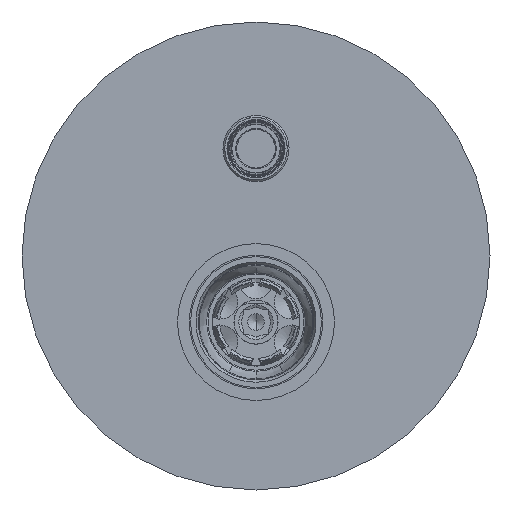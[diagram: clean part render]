
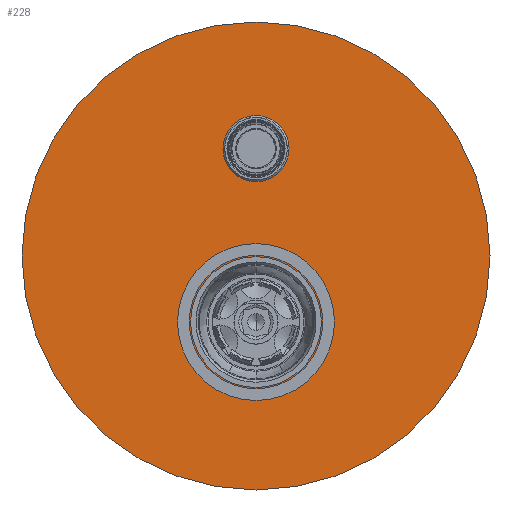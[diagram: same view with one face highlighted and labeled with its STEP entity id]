
A CAD part, front view. The second image highlights one B-rep face of the part: STEP entity #228.
In plain terms, the highlighted face is planar.
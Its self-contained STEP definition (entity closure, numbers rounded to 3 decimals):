
#49=CARTESIAN_POINT('Vertex',(85.,0.,0.)) ;
#54=CARTESIAN_POINT('Axis2P3D Location',(0.,0.,0.)) ;
#58=CARTESIAN_POINT('Vertex',(-85.,0.,0.)) ;
#80=CARTESIAN_POINT('Axis2P3D Location',(0.,0.,0.)) ;
#115=CARTESIAN_POINT('Vertex',(11.5,39.,0.)) ;
#118=CARTESIAN_POINT('Axis2P3D Location',(0.,39.,0.)) ;
#122=CARTESIAN_POINT('Vertex',(-11.5,39.,0.)) ;
#142=CARTESIAN_POINT('Axis2P3D Location',(0.,39.,0.)) ;
#172=CARTESIAN_POINT('Vertex',(22.5,-24.,0.)) ;
#175=CARTESIAN_POINT('Axis2P3D Location',(0.,-24.,0.)) ;
#179=CARTESIAN_POINT('Vertex',(-22.5,-24.,0.)) ;
#199=CARTESIAN_POINT('Axis2P3D Location',(0.,-24.,0.)) ;
#211=CARTESIAN_POINT('Axis2P3D Location',(0.,0.,0.)) ;
#55=DIRECTION('Axis2P3D Direction',(0.,0.,1.)) ;
#81=DIRECTION('Axis2P3D Direction',(0.,0.,1.)) ;
#119=DIRECTION('Axis2P3D Direction',(0.,0.,1.)) ;
#143=DIRECTION('Axis2P3D Direction',(0.,0.,1.)) ;
#176=DIRECTION('Axis2P3D Direction',(0.,0.,1.)) ;
#200=DIRECTION('Axis2P3D Direction',(0.,0.,1.)) ;
#212=DIRECTION('Axis2P3D Direction',(0.,0.,1.)) ;
#213=DIRECTION('Axis2P3D XDirection',(1.,0.,0.)) ;
#56=AXIS2_PLACEMENT_3D('Circle Axis2P3D',#54,#55,$) ;
#82=AXIS2_PLACEMENT_3D('Circle Axis2P3D',#80,#81,$) ;
#120=AXIS2_PLACEMENT_3D('Circle Axis2P3D',#118,#119,$) ;
#144=AXIS2_PLACEMENT_3D('Circle Axis2P3D',#142,#143,$) ;
#177=AXIS2_PLACEMENT_3D('Circle Axis2P3D',#175,#176,$) ;
#201=AXIS2_PLACEMENT_3D('Circle Axis2P3D',#199,#200,$) ;
#214=AXIS2_PLACEMENT_3D('Plane Axis2P3D',#211,#212,#213) ;
#57=CIRCLE('generated circle',#56,85.) ;
#83=CIRCLE('generated circle',#82,85.) ;
#121=CIRCLE('generated circle',#120,11.5) ;
#145=CIRCLE('generated circle',#144,11.5) ;
#178=CIRCLE('generated circle',#177,22.5) ;
#202=CIRCLE('generated circle',#201,22.5) ;
#215=PLANE('',#214) ;
#223=FACE_BOUND('',#220,.T.) ;
#227=FACE_BOUND('',#224,.T.) ;
#60=EDGE_CURVE('',#50,#59,#57,.T.) ;
#84=EDGE_CURVE('',#59,#50,#83,.T.) ;
#124=EDGE_CURVE('',#123,#116,#121,.T.) ;
#146=EDGE_CURVE('',#116,#123,#145,.T.) ;
#181=EDGE_CURVE('',#180,#173,#178,.T.) ;
#203=EDGE_CURVE('',#173,#180,#202,.T.) ;
#217=ORIENTED_EDGE('',*,*,#84,.F.) ;
#218=ORIENTED_EDGE('',*,*,#60,.F.) ;
#221=ORIENTED_EDGE('',*,*,#146,.T.) ;
#222=ORIENTED_EDGE('',*,*,#124,.T.) ;
#225=ORIENTED_EDGE('',*,*,#203,.T.) ;
#226=ORIENTED_EDGE('',*,*,#181,.T.) ;
#216=EDGE_LOOP('',(#217,#218)) ;
#220=EDGE_LOOP('',(#221,#222)) ;
#224=EDGE_LOOP('',(#225,#226)) ;
#50=VERTEX_POINT('',#49) ;
#59=VERTEX_POINT('',#58) ;
#116=VERTEX_POINT('',#115) ;
#123=VERTEX_POINT('',#122) ;
#173=VERTEX_POINT('',#172) ;
#180=VERTEX_POINT('',#179) ;
#228=ADVANCED_FACE('PartBody',(#219,#223,#227),#215,.F.) ;
#219=FACE_OUTER_BOUND('',#216,.T.) ;
